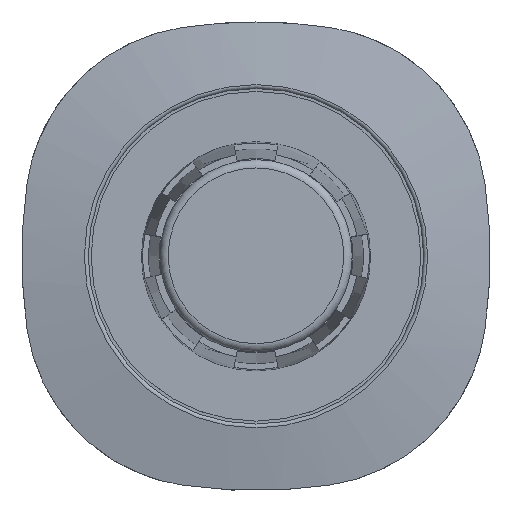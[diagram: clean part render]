
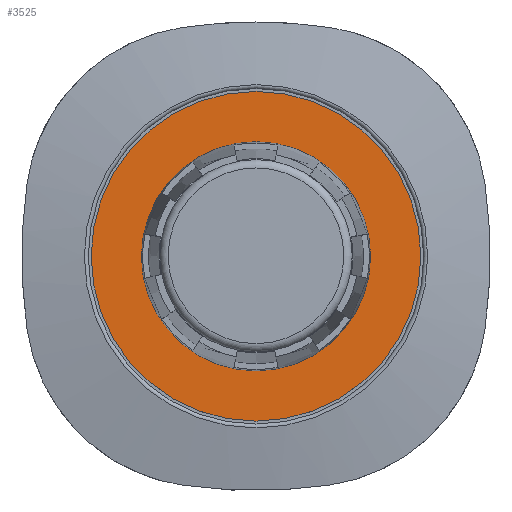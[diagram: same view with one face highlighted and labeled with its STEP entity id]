
A CAD part, top view. The second image highlights one B-rep face of the part: STEP entity #3525.
In plain terms, the highlighted planar face has unit normal (0, 0, 1).
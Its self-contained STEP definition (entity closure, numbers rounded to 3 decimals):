
#140=FACE_BOUND('',#1095,.T.);
#879=FACE_OUTER_BOUND('',#1094,.T.);
#1094=EDGE_LOOP('',(#3209,#3210));
#1095=EDGE_LOOP('',(#3211,#3212));
#1184=CIRCLE('',#3723,6.85);
#1185=CIRCLE('',#3724,6.85);
#1306=CIRCLE('',#3952,9.85);
#1307=CIRCLE('',#3953,9.85);
#1461=VERTEX_POINT('',#5545);
#1462=VERTEX_POINT('',#5547);
#1661=VERTEX_POINT('',#6325);
#1662=VERTEX_POINT('',#6327);
#1886=EDGE_CURVE('',#1461,#1462,#1184,.T.);
#1887=EDGE_CURVE('',#1462,#1461,#1185,.T.);
#2181=EDGE_CURVE('',#1661,#1662,#1306,.T.);
#2182=EDGE_CURVE('',#1662,#1661,#1307,.T.);
#3209=ORIENTED_EDGE('',*,*,#2182,.F.);
#3210=ORIENTED_EDGE('',*,*,#2181,.F.);
#3211=ORIENTED_EDGE('',*,*,#1887,.F.);
#3212=ORIENTED_EDGE('',*,*,#1886,.F.);
#3332=PLANE('',#3954);
#3525=ADVANCED_FACE('',(#879,#140),#3332,.T.);
#3723=AXIS2_PLACEMENT_3D('',#5548,#4415,#4416);
#3724=AXIS2_PLACEMENT_3D('',#5549,#4417,#4418);
#3952=AXIS2_PLACEMENT_3D('',#6328,#5005,#5006);
#3953=AXIS2_PLACEMENT_3D('',#6329,#5007,#5008);
#3954=AXIS2_PLACEMENT_3D('',#6330,#5009,#5010);
#4415=DIRECTION('center_axis',(0.,0.,
1.));
#4416=DIRECTION('ref_axis',(-1.,0.,0.));
#4417=DIRECTION('center_axis',(0.,0.,
1.));
#4418=DIRECTION('ref_axis',(-1.,0.,0.));
#5005=DIRECTION('center_axis',(0.,0.,
-1.));
#5006=DIRECTION('ref_axis',(1.,0.,0.));
#5007=DIRECTION('center_axis',(0.,0.,
-1.));
#5008=DIRECTION('ref_axis',(1.,0.,0.));
#5009=DIRECTION('center_axis',(0.,0.,
1.));
#5010=DIRECTION('ref_axis',(0.,-1.,0.));
#5545=CARTESIAN_POINT('',(24.408,8.387,2.57));
#5547=CARTESIAN_POINT('',(10.708,8.387,2.57));
#5548=CARTESIAN_POINT('Origin',(17.558,8.387,2.57));
#5549=CARTESIAN_POINT('Origin',(17.558,8.387,2.57));
#6325=CARTESIAN_POINT('',(7.708,8.387,2.57));
#6327=CARTESIAN_POINT('',(27.408,8.387,2.57));
#6328=CARTESIAN_POINT('Origin',(17.558,8.387,2.57));
#6329=CARTESIAN_POINT('Origin',(17.558,8.387,2.57));
#6330=CARTESIAN_POINT('Origin',(24.058,8.387,2.57));
